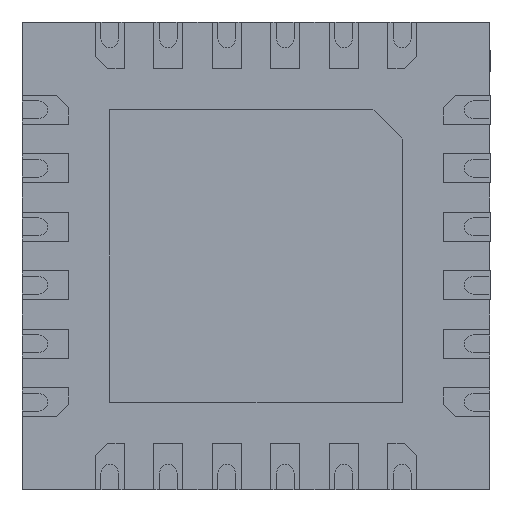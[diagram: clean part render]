
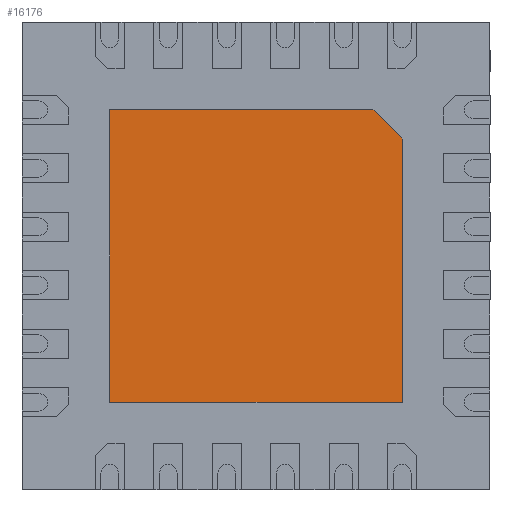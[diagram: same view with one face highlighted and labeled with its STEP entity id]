
A CAD part, front view. The second image highlights one B-rep face of the part: STEP entity #16176.
In plain terms, the highlighted planar face has unit normal (0, -1, 0).
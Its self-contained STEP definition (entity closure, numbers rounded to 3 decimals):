
#3638=ORIENTED_EDGE('',*,*,#6687,.T.);
#3639=ORIENTED_EDGE('',*,*,#6690,.T.);
#3640=ORIENTED_EDGE('',*,*,#6693,.T.);
#3641=ORIENTED_EDGE('',*,*,#6696,.T.);
#3642=ORIENTED_EDGE('',*,*,#6698,.T.);
#6687=EDGE_CURVE('',#8488,#8491,#10447,.T.);
#6690=EDGE_CURVE('',#8491,#8493,#10450,.T.);
#6693=EDGE_CURVE('',#8493,#8495,#10453,.T.);
#6696=EDGE_CURVE('',#8495,#8497,#10456,.T.);
#6698=EDGE_CURVE('',#8497,#8488,#10458,.T.);
#8488=VERTEX_POINT('',#28488);
#8491=VERTEX_POINT('',#28493);
#8493=VERTEX_POINT('',#28499);
#8495=VERTEX_POINT('',#28505);
#8497=VERTEX_POINT('',#28511);
#10447=LINE('',#28494,#12569);
#10450=LINE('',#28500,#12572);
#10453=LINE('',#28506,#12575);
#10456=LINE('',#28512,#12578);
#10458=LINE('',#28515,#12580);
#12569=VECTOR('',#23887,1000.);
#12572=VECTOR('',#23892,1000.);
#12575=VECTOR('',#23897,1000.);
#12578=VECTOR('',#23902,1000.);
#12580=VECTOR('',#23906,1000.);
#13789=EDGE_LOOP('',(#3638,#3639,#3640,#3641,#3642));
#14629=FACE_BOUND('',#13789,.T.);
#15384=PLANE('',#20641);
#16176=ADVANCED_FACE('',(#14629),#15384,.T.);
#20641=AXIS2_PLACEMENT_3D('',#28516,#23907,#23908);
#23887=DIRECTION('',(-0.707,0.,0.707));
#23892=DIRECTION('',(-1.,0.,0.));
#23897=DIRECTION('',(0.,0.,-1.));
#23902=DIRECTION('',(1.,0.,0.));
#23906=DIRECTION('',(0.,0.,1.));
#23907=DIRECTION('',(0.,-1.,0.));
#23908=DIRECTION('',(0.,0.,-1.));
#28488=CARTESIAN_POINT('',(-1.384,-0.152,1.));
#28493=CARTESIAN_POINT('',(-1.634,-0.152,1.25));
#28494=CARTESIAN_POINT('',(-1.384,-0.152,1.));
#28499=CARTESIAN_POINT('',(-3.884,-0.152,1.25));
#28500=CARTESIAN_POINT('',(-1.634,-0.152,1.25));
#28505=CARTESIAN_POINT('',(-3.884,-0.152,-1.25));
#28506=CARTESIAN_POINT('',(-3.884,-0.152,1.25));
#28511=CARTESIAN_POINT('',(-1.384,-0.152,-1.25));
#28512=CARTESIAN_POINT('',(-3.884,-0.152,-1.25));
#28515=CARTESIAN_POINT('',(-1.384,-0.152,-1.25));
#28516=CARTESIAN_POINT('',(0.,-0.152,0.));
